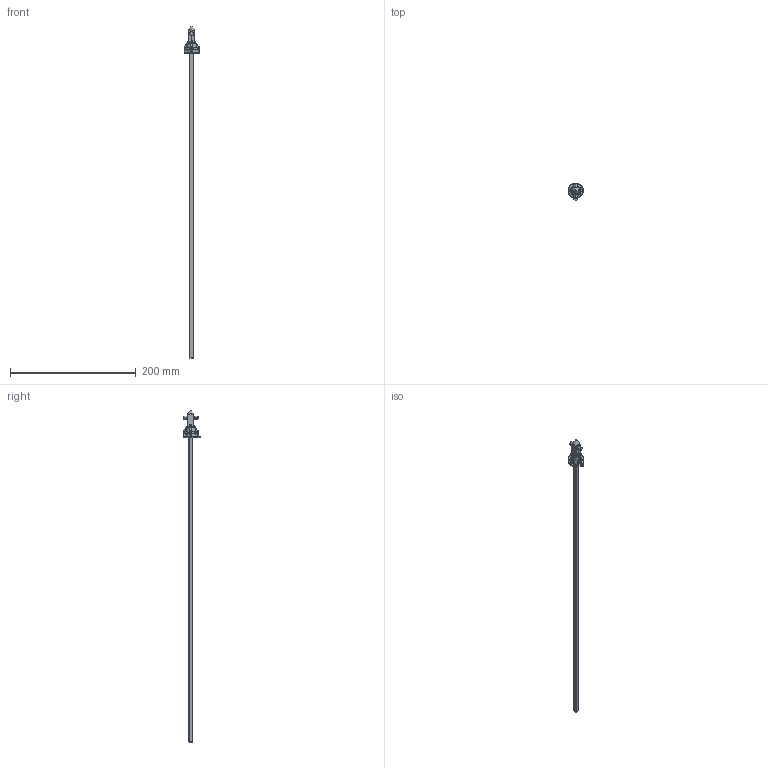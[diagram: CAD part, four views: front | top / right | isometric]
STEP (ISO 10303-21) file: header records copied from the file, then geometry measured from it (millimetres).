
FILE_DESCRIPTION(/* description */ (''),/* implementation_level */ '2;1');
FILE_NAME(/* name */ 'GAX7500AN_Catalog.stp',/* time_stamp */ '2019-09-24T11:20:15+02:00',/* author */ (''),/* organization */ (''),/* preprocessor_version */ 'ST-DEVELOPER v16',/* originating_system */ 'SIEMENS PLM Software NX 10.0',/* authorisation */ '');
FILE_SCHEMA (('AP203_CONFIGURATION_CONTROLLED_3D_DESIGN_OF_MECHANICAL_PARTS_AND_ASSEMBLIES_MIM_LF { 1 0 10303 403 2 1 2}'));
Length unit declared in the file: millimetre
Products named in the file (1): Rugg04648E9Bbma5
Bounding box: 25.36 x 28 x 528 mm (x, y, z)
Surface area: 17165.7 mm2 (no closed solid volume)
Topology: 0 solids, 3 shells, 421 faces, 1104 edges, 658 vertices
Faces by surface type: bspline 149, cylinder 97, plane 71, torus 51, sphere 37, cone 16
Full cylindrical faces by diameter (mm): 6 x1, 24 x1
Entity records: 16825 total; most frequent: CARTESIAN_POINT 8226, ORIENTED_EDGE 1983, DIRECTION 1236, EDGE_CURVE 1080, VERTEX_POINT 654, B_SPLINE_CURVE_WITH_KNOTS 591, AXIS2_PLACEMENT_3D 486, EDGE_LOOP 441
